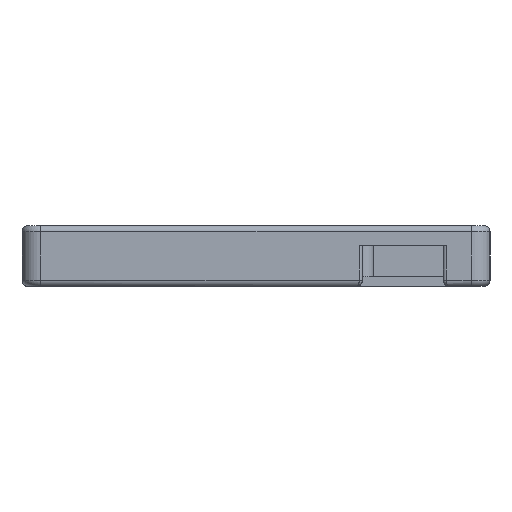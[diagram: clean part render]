
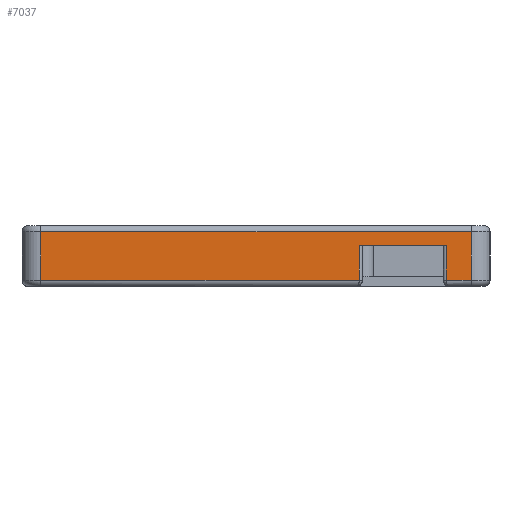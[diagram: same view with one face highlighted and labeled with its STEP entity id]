
A CAD part, left-side view. The second image highlights one B-rep face of the part: STEP entity #7037.
In plain terms, the highlighted planar face has unit normal (-1, 0, 0).
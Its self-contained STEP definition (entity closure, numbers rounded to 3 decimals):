
#345=FACE_OUTER_BOUND('',#803,.T.);
#803=EDGE_LOOP('',(#5425,#5426,#5427,#5428,#5429,#5430,#5431,#5432));
#1831=LINE('',#11712,#2521);
#1832=LINE('',#11714,#2522);
#1846=LINE('',#11791,#2536);
#1847=LINE('',#11794,#2537);
#1865=LINE('',#11853,#2555);
#1866=LINE('',#11856,#2556);
#1867=LINE('',#11857,#2557);
#1868=LINE('',#11858,#2558);
#2521=VECTOR('',#9141,10.);
#2522=VECTOR('',#9144,10.);
#2536=VECTOR('',#9198,10.);
#2537=VECTOR('',#9201,10.);
#2555=VECTOR('',#9267,10.);
#2556=VECTOR('',#9270,10.);
#2557=VECTOR('',#9271,10.);
#2558=VECTOR('',#9272,10.);
#3509=VERTEX_POINT('',#11578);
#3514=VERTEX_POINT('',#11589);
#3526=VERTEX_POINT('',#11702);
#3529=VERTEX_POINT('',#11709);
#3547=VERTEX_POINT('',#11789);
#3548=VERTEX_POINT('',#11793);
#3565=VERTEX_POINT('',#11851);
#3566=VERTEX_POINT('',#11855);
#4244=EDGE_CURVE('',#3509,#3529,#1831,.T.);
#4245=EDGE_CURVE('',#3526,#3514,#1832,.T.);
#4270=EDGE_CURVE('',#3509,#3547,#1846,.T.);
#4271=EDGE_CURVE('',#3514,#3548,#1847,.T.);
#4300=EDGE_CURVE('',#3565,#3526,#1865,.T.);
#4301=EDGE_CURVE('',#3566,#3565,#1866,.T.);
#4302=EDGE_CURVE('',#3529,#3566,#1867,.T.);
#4303=EDGE_CURVE('',#3548,#3547,#1868,.T.);
#5425=ORIENTED_EDGE('',*,*,#4245,.F.);
#5426=ORIENTED_EDGE('',*,*,#4300,.F.);
#5427=ORIENTED_EDGE('',*,*,#4301,.F.);
#5428=ORIENTED_EDGE('',*,*,#4302,.F.);
#5429=ORIENTED_EDGE('',*,*,#4244,.F.);
#5430=ORIENTED_EDGE('',*,*,#4270,.T.);
#5431=ORIENTED_EDGE('',*,*,#4303,.F.);
#5432=ORIENTED_EDGE('',*,*,#4271,.F.);
#6830=PLANE('',#7778);
#7037=ADVANCED_FACE('',(#345),#6830,.T.);
#7778=AXIS2_PLACEMENT_3D('',#11854,#9268,#9269);
#9141=DIRECTION('',(0.,1.,0.));
#9144=DIRECTION('',(0.,1.,0.));
#9198=DIRECTION('',(0.,0.,1.));
#9201=DIRECTION('',(0.,0.,1.));
#9267=DIRECTION('',(0.,0.,-1.));
#9268=DIRECTION('center_axis',(-1.,0.,0.));
#9269=DIRECTION('ref_axis',(0.,1.,0.));
#9270=DIRECTION('',(0.,1.,0.));
#9271=DIRECTION('',(0.,0.,1.));
#9272=DIRECTION('',(0.,-1.,0.));
#11578=CARTESIAN_POINT('',(16.4,21.4,-7.6));
#11589=CARTESIAN_POINT('',(16.4,90.6,-7.6));
#11702=CARTESIAN_POINT('',(16.4,39.4,-7.6));
#11709=CARTESIAN_POINT('',(16.4,25.4,-7.6));
#11712=CARTESIAN_POINT('',(16.4,38.7,-7.6));
#11714=CARTESIAN_POINT('',(16.4,38.7,-7.6));
#11789=CARTESIAN_POINT('',(16.4,21.4,0.2));
#11791=CARTESIAN_POINT('',(16.4,21.4,0.));
#11793=CARTESIAN_POINT('',(16.4,90.6,0.2));
#11794=CARTESIAN_POINT('',(16.4,90.6,0.));
#11851=CARTESIAN_POINT('',(16.4,39.4,-2.));
#11853=CARTESIAN_POINT('',(16.4,39.4,0.));
#11854=CARTESIAN_POINT('Origin',(16.4,21.4,0.));
#11855=CARTESIAN_POINT('',(16.4,25.4,-2.));
#11856=CARTESIAN_POINT('',(16.4,36.9,-2.));
#11857=CARTESIAN_POINT('',(16.4,25.4,-4.75));
#11858=CARTESIAN_POINT('',(16.4,38.7,0.2));
